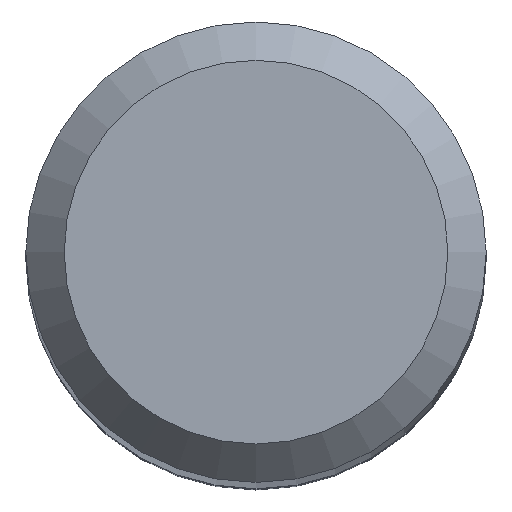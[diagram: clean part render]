
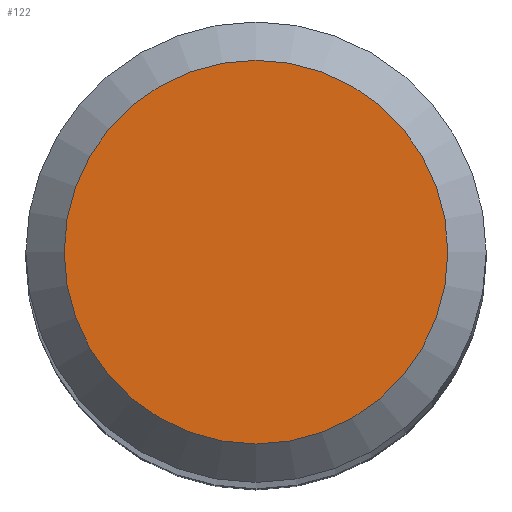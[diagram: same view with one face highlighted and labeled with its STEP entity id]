
A CAD part, top view. The second image highlights one B-rep face of the part: STEP entity #122.
In plain terms, the highlighted planar face has unit normal (0, 0, 1).
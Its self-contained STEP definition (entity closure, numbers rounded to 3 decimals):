
#2 = DIRECTION ( 'NONE',  ( 0., 1., 0. ) ) ;
#39 = DIRECTION ( 'NONE',  ( 0., 1., 0. ) ) ;
#65 = EDGE_LOOP ( 'NONE', ( #252 ) ) ;
#104 = CARTESIAN_POINT ( 'NONE',  ( 0., 2.5, 57. ) ) ;
#111 = PLANE ( 'NONE',  #168 ) ;
#118 = CARTESIAN_POINT ( 'NONE',  ( 0., 0., 57. ) ) ;
#122 = ADVANCED_FACE ( 'NONE', ( #214 ), #111, .F. ) ;
#123 = CARTESIAN_POINT ( 'NONE',  ( 0., 0., 57. ) ) ;
#156 = AXIS2_PLACEMENT_3D ( 'NONE', #123, #196, #2 ) ;
#164 = VERTEX_POINT ( 'NONE', #104 ) ;
#168 = AXIS2_PLACEMENT_3D ( 'NONE', #118, #259, #39 ) ;
#196 = DIRECTION ( 'NONE',  ( 0., 0., -1. ) ) ;
#207 = EDGE_CURVE ( 'NONE', #164, #164, #223, .T. ) ;
#214 = FACE_OUTER_BOUND ( 'NONE', #65, .T. ) ;
#223 = CIRCLE ( 'NONE', #156, 2.5 ) ;
#252 = ORIENTED_EDGE ( 'NONE', *, *, #207, .F. ) ;
#259 = DIRECTION ( 'NONE',  ( 0., 0., -1. ) ) ;
